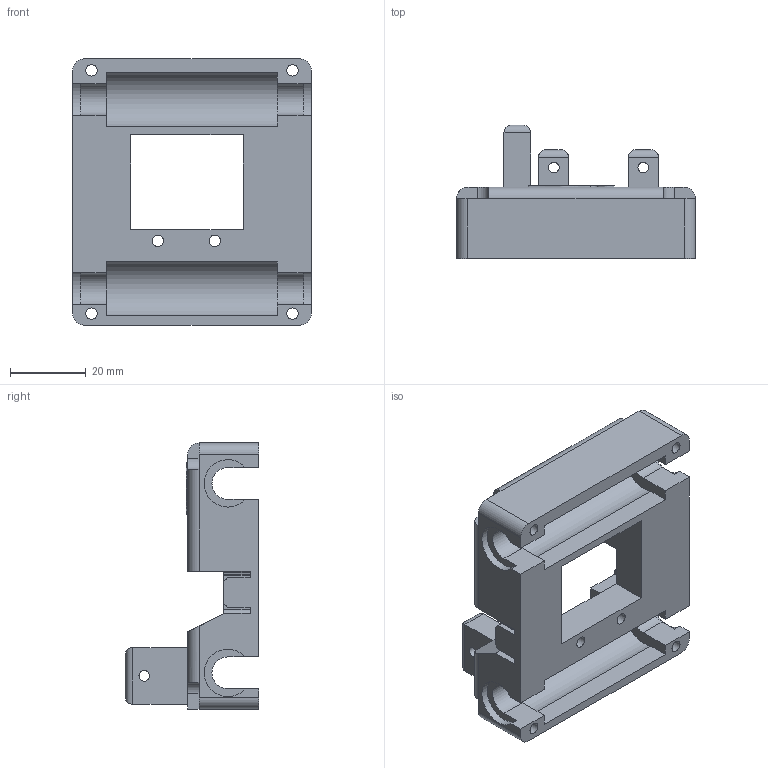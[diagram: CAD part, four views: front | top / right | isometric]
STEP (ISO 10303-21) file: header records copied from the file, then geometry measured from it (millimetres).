
FILE_DESCRIPTION(/* description */ (''),/* implementation_level */ '2;1');
FILE_NAME(/* name */ 'TopPart.step',/* time_stamp */ '2023-01-05T01:56:06+03:00',/* author */ (''),/* organization */ (''),/* preprocessor_version */ 'ST-DEVELOPER v19.2',/* originating_system */ 'Autodesk Translation Framework v11.17.0.187',/* authorisation */ '');
FILE_SCHEMA (('AUTOMOTIVE_DESIGN { 1 0 10303 214 3 1 1 }'));
Length unit declared in the file: millimetre
Products named in the file (1): TopPart
Bounding box: 63 x 35.3 x 70.2 mm (x, y, z)
Volume: 40157.5 mm3; surface area: 21040.9 mm2
Topology: 1 solids, 1 shells, 361 faces, 1037 edges, 682 vertices
Faces by surface type: cylinder 211, plane 148, bspline 2
Full cylindrical faces by diameter (mm): 2.8 x3, 3 x6
Entity records: 17476 total; most frequent: CARTESIAN_POINT 7555, DIRECTION 2175, ORIENTED_EDGE 2074, EDGE_CURVE 1037, AXIS2_PLACEMENT_3D 782, VERTEX_POINT 682, LINE 611, VECTOR 611
